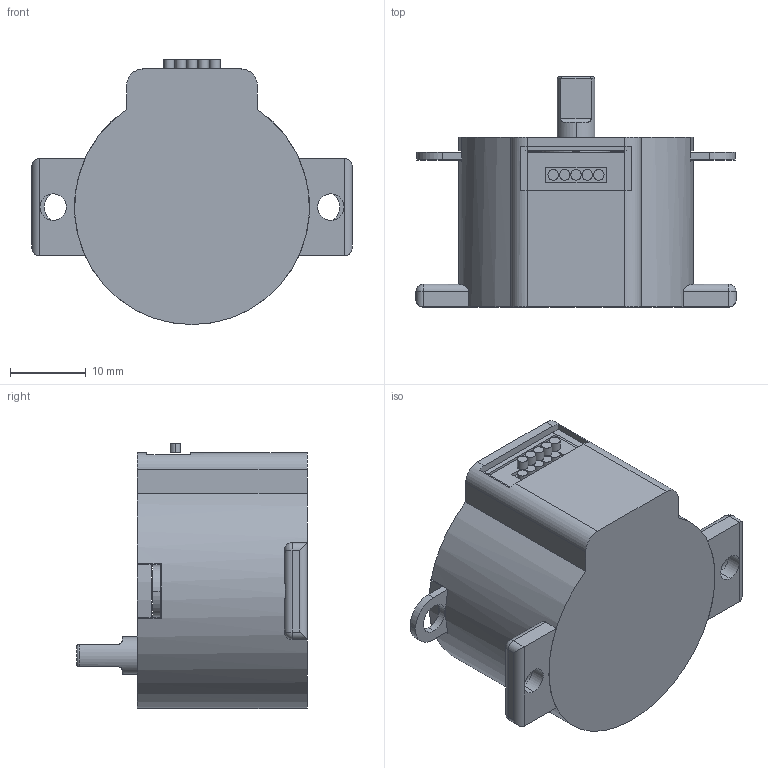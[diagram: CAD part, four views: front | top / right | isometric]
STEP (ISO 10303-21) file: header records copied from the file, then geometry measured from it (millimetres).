
FILE_DESCRIPTION (( 'STEP AP214' ), '1' );
FILE_NAME ('Step_Motor_Casing_2_0.STEP', '2021-05-05T03:29:19', ( '' ), ( '' ), 'SwSTEP 2.0', 'SolidWorks 2019', '' );
FILE_SCHEMA (( 'AUTOMOTIVE_DESIGN' ));
Length unit declared in the file: millimetre
Products named in the file (1): Step_Motor_Casing_2_0
Bounding box: 42.23 x 30.4 x 34.98 mm (x, y, z)
Volume: 8131.3 mm3; surface area: 14847.5 mm2
Topology: 11 solids, 11 shells, 468 faces, 1209 edges, 788 vertices
Faces by surface type: plane 254, bspline 106, cylinder 94, torus 10, sphere 4
Entity records: 21342 total; most frequent: CARTESIAN_POINT 9220, ORIENTED_EDGE 2410, DIRECTION 1933, EDGE_CURVE 1205, VERTEX_POINT 788, LINE 739, VECTOR 739, AXIS2_PLACEMENT_3D 597
